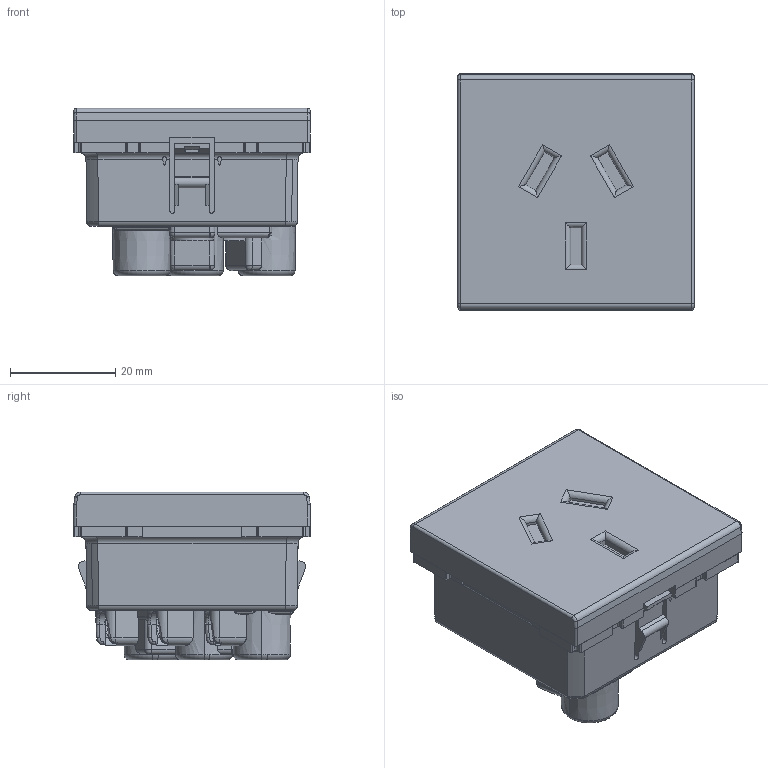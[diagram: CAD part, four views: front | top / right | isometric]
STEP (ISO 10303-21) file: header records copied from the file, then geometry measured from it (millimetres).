
FILE_DESCRIPTION(('CATIA V5 STEP Exchange','CAx-IF Rec.Pracs.--- Model Styling and Organization---1.4--- 2014-01-23'),'2;1');
FILE_NAME ('015873-1_1', '2019-10-17T14:05:16+00:00', ('none'), ('Weidmueller'), 'CATIA Version 5-6 Release 2016 SP3 HF44', 'CATIA V5 STEP AP214', 'none');
FILE_SCHEMA(('AUTOMOTIVE_DESIGN { 1 0 10303 214 1 1 1 1 }'));
Length unit declared in the file: millimetre
Products named in the file (1): 1546590000
Bounding box: 45 x 45 x 31.9 mm (x, y, z)
Volume: 40219.1 mm3; surface area: 16758.7 mm2
Topology: 2 solids, 2 shells, 680 faces, 1925 edges, 1224 vertices
Faces by surface type: plane 348, cylinder 207, sphere 39, torus 36, cone 35, bspline 15
Entity records: 23528 total; most frequent: CARTESIAN_POINT 7450, ORIENTED_EDGE 3794, DIRECTION 2575, EDGE_CURVE 1897, VERTEX_POINT 1224, VECTOR 1129, LINE 1129, AXIS2_PLACEMENT_3D 931
